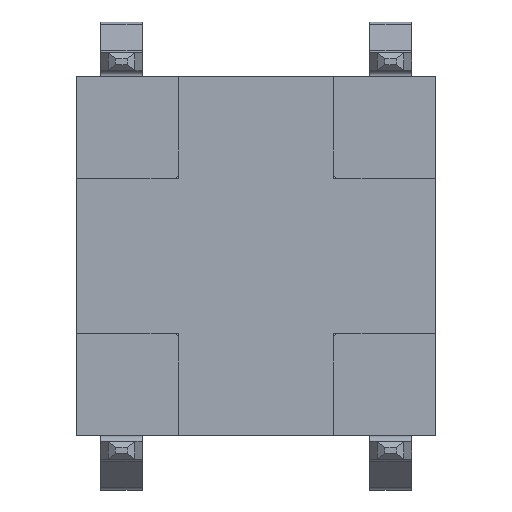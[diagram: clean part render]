
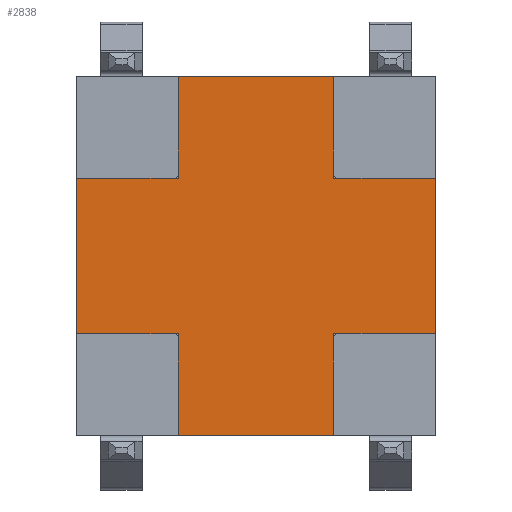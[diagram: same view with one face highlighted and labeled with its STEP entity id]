
A CAD part, front view. The second image highlights one B-rep face of the part: STEP entity #2838.
In plain terms, the highlighted planar face has unit normal (0, -1, 0).
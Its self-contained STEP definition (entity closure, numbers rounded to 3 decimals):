
#83=PLANE('',#3049);
#168=LINE('',#4161,#478);
#172=LINE('',#4170,#482);
#178=LINE('',#4184,#488);
#182=LINE('',#4193,#492);
#188=LINE('',#4207,#498);
#192=LINE('',#4216,#502);
#198=LINE('',#4230,#508);
#202=LINE('',#4239,#512);
#210=LINE('',#4258,#520);
#213=LINE('',#4263,#523);
#217=LINE('',#4273,#527);
#220=LINE('',#4278,#530);
#222=LINE('',#4282,#532);
#226=LINE('',#4289,#536);
#229=LINE('',#4297,#539);
#233=LINE('',#4304,#543);
#236=LINE('',#4311,#546);
#242=LINE('',#4321,#552);
#243=LINE('',#4323,#553);
#247=LINE('',#4329,#557);
#478=VECTOR('',#3325,10.);
#482=VECTOR('',#3331,10.);
#488=VECTOR('',#3343,10.);
#492=VECTOR('',#3349,10.);
#498=VECTOR('',#3361,10.);
#502=VECTOR('',#3367,10.);
#508=VECTOR('',#3379,10.);
#512=VECTOR('',#3385,10.);
#520=VECTOR('',#3403,10.);
#523=VECTOR('',#3408,10.);
#527=VECTOR('',#3418,10.);
#530=VECTOR('',#3423,10.);
#532=VECTOR('',#3427,10.);
#536=VECTOR('',#3433,10.);
#539=VECTOR('',#3442,10.);
#543=VECTOR('',#3448,10.);
#546=VECTOR('',#3457,10.);
#552=VECTOR('',#3465,10.);
#553=VECTOR('',#3468,10.);
#557=VECTOR('',#3474,10.);
#870=FACE_OUTER_BOUND('',#1039,.T.);
#1039=EDGE_LOOP('',(#2164,#2165,#2166,#2167,#2168,#2169,#2170,#2171,#2172,
#2173,#2174,#2175,#2176,#2177,#2178,#2179,#2180,#2181,#2182,#2183));
#1291=VERTEX_POINT('',#4159);
#1292=VERTEX_POINT('',#4160);
#1295=VERTEX_POINT('',#4168);
#1296=VERTEX_POINT('',#4169);
#1300=VERTEX_POINT('',#4182);
#1301=VERTEX_POINT('',#4183);
#1304=VERTEX_POINT('',#4191);
#1305=VERTEX_POINT('',#4192);
#1309=VERTEX_POINT('',#4205);
#1310=VERTEX_POINT('',#4206);
#1313=VERTEX_POINT('',#4214);
#1314=VERTEX_POINT('',#4215);
#1318=VERTEX_POINT('',#4228);
#1319=VERTEX_POINT('',#4229);
#1322=VERTEX_POINT('',#4237);
#1323=VERTEX_POINT('',#4238);
#1329=VERTEX_POINT('',#4257);
#1333=VERTEX_POINT('',#4272);
#1335=VERTEX_POINT('',#4281);
#1339=VERTEX_POINT('',#4296);
#1568=EDGE_CURVE('',#1291,#1292,#168,.T.);
#1572=EDGE_CURVE('',#1295,#1296,#172,.T.);
#1579=EDGE_CURVE('',#1300,#1301,#178,.T.);
#1583=EDGE_CURVE('',#1304,#1305,#182,.T.);
#1590=EDGE_CURVE('',#1309,#1310,#188,.T.);
#1594=EDGE_CURVE('',#1313,#1314,#192,.T.);
#1601=EDGE_CURVE('',#1318,#1319,#198,.T.);
#1605=EDGE_CURVE('',#1322,#1323,#202,.T.);
#1615=EDGE_CURVE('',#1329,#1292,#210,.T.);
#1618=EDGE_CURVE('',#1295,#1329,#213,.T.);
#1623=EDGE_CURVE('',#1333,#1319,#217,.T.);
#1626=EDGE_CURVE('',#1322,#1333,#220,.T.);
#1628=EDGE_CURVE('',#1335,#1305,#222,.T.);
#1632=EDGE_CURVE('',#1300,#1335,#226,.T.);
#1636=EDGE_CURVE('',#1339,#1314,#229,.T.);
#1640=EDGE_CURVE('',#1309,#1339,#233,.T.);
#1644=EDGE_CURVE('',#1291,#1310,#236,.T.);
#1650=EDGE_CURVE('',#1296,#1304,#242,.T.);
#1651=EDGE_CURVE('',#1318,#1301,#243,.T.);
#1655=EDGE_CURVE('',#1323,#1313,#247,.T.);
#2164=ORIENTED_EDGE('',*,*,#1568,.T.);
#2165=ORIENTED_EDGE('',*,*,#1615,.F.);
#2166=ORIENTED_EDGE('',*,*,#1618,.F.);
#2167=ORIENTED_EDGE('',*,*,#1572,.T.);
#2168=ORIENTED_EDGE('',*,*,#1650,.T.);
#2169=ORIENTED_EDGE('',*,*,#1583,.T.);
#2170=ORIENTED_EDGE('',*,*,#1628,.F.);
#2171=ORIENTED_EDGE('',*,*,#1632,.F.);
#2172=ORIENTED_EDGE('',*,*,#1579,.T.);
#2173=ORIENTED_EDGE('',*,*,#1651,.F.);
#2174=ORIENTED_EDGE('',*,*,#1601,.T.);
#2175=ORIENTED_EDGE('',*,*,#1623,.F.);
#2176=ORIENTED_EDGE('',*,*,#1626,.F.);
#2177=ORIENTED_EDGE('',*,*,#1605,.T.);
#2178=ORIENTED_EDGE('',*,*,#1655,.T.);
#2179=ORIENTED_EDGE('',*,*,#1594,.T.);
#2180=ORIENTED_EDGE('',*,*,#1636,.F.);
#2181=ORIENTED_EDGE('',*,*,#1640,.F.);
#2182=ORIENTED_EDGE('',*,*,#1590,.T.);
#2183=ORIENTED_EDGE('',*,*,#1644,.F.);
#2838=ADVANCED_FACE('',(#870),#83,.F.);
#3049=AXIS2_PLACEMENT_3D('',#4331,#3477,#3478);
#3325=DIRECTION('',(0.,0.,1.));
#3331=DIRECTION('',(1.,0.,0.));
#3343=DIRECTION('',(0.,0.,1.));
#3349=DIRECTION('',(-1.,0.,0.));
#3361=DIRECTION('',(0.,0.,-1.));
#3367=DIRECTION('',(1.,0.,0.));
#3379=DIRECTION('',(0.,0.,-1.));
#3385=DIRECTION('',(-1.,0.,0.));
#3403=DIRECTION('',(0.,0.,-1.));
#3408=DIRECTION('',(-1.,0.,0.));
#3418=DIRECTION('',(0.,0.,1.));
#3423=DIRECTION('',(1.,0.,0.));
#3427=DIRECTION('',(1.,0.,0.));
#3433=DIRECTION('',(0.,0.,-1.));
#3442=DIRECTION('',(-1.,0.,0.));
#3448=DIRECTION('',(0.,0.,1.));
#3457=DIRECTION('',(-1.,0.,0.));
#3465=DIRECTION('',(0.,0.,1.));
#3468=DIRECTION('',(1.,0.,0.));
#3474=DIRECTION('',(0.,0.,-1.));
#3477=DIRECTION('center_axis',(0.,1.,0.));
#3478=DIRECTION('ref_axis',(1.,0.,0.));
#4159=CARTESIAN_POINT('',(1.3,0.,-3.));
#4160=CARTESIAN_POINT('',(1.3,0.,-1.351));
#4161=CARTESIAN_POINT('',(1.3,0.,-0.676));
#4168=CARTESIAN_POINT('',(1.351,0.,-1.3));
#4169=CARTESIAN_POINT('',(3.,0.,-1.3));
#4170=CARTESIAN_POINT('',(1.5,0.,-1.3));
#4182=CARTESIAN_POINT('',(1.3,0.,1.351));
#4183=CARTESIAN_POINT('',(1.3,0.,3.));
#4184=CARTESIAN_POINT('',(1.3,0.,1.5));
#4191=CARTESIAN_POINT('',(3.,0.,1.3));
#4192=CARTESIAN_POINT('',(1.351,0.,1.3));
#4193=CARTESIAN_POINT('',(0.676,0.,1.3));
#4205=CARTESIAN_POINT('',(-1.3,0.,-1.351));
#4206=CARTESIAN_POINT('',(-1.3,0.,-3.));
#4207=CARTESIAN_POINT('',(-1.3,0.,-1.5));
#4214=CARTESIAN_POINT('',(-3.,0.,-1.3));
#4215=CARTESIAN_POINT('',(-1.351,0.,-1.3));
#4216=CARTESIAN_POINT('',(-0.676,0.,-1.3));
#4228=CARTESIAN_POINT('',(-1.3,0.,3.));
#4229=CARTESIAN_POINT('',(-1.3,0.,1.351));
#4230=CARTESIAN_POINT('',(-1.3,0.,0.676));
#4237=CARTESIAN_POINT('',(-1.351,0.,1.3));
#4238=CARTESIAN_POINT('',(-3.,0.,1.3));
#4239=CARTESIAN_POINT('',(-1.5,0.,1.3));
#4257=CARTESIAN_POINT('',(1.3,0.,-1.3));
#4258=CARTESIAN_POINT('',(1.3,0.,-3.));
#4263=CARTESIAN_POINT('',(1.3,0.,-1.3));
#4272=CARTESIAN_POINT('',(-1.3,0.,1.3));
#4273=CARTESIAN_POINT('',(-1.3,0.,3.));
#4278=CARTESIAN_POINT('',(-1.3,0.,1.3));
#4281=CARTESIAN_POINT('',(1.3,0.,1.3));
#4282=CARTESIAN_POINT('',(1.3,0.,1.3));
#4289=CARTESIAN_POINT('',(1.3,0.,3.));
#4296=CARTESIAN_POINT('',(-1.3,0.,-1.3));
#4297=CARTESIAN_POINT('',(-1.3,0.,-1.3));
#4304=CARTESIAN_POINT('',(-1.3,0.,-3.));
#4311=CARTESIAN_POINT('',(3.,0.,-3.));
#4321=CARTESIAN_POINT('',(3.,0.,1.3));
#4323=CARTESIAN_POINT('',(-3.,0.,3.));
#4329=CARTESIAN_POINT('',(-3.,0.,-1.3));
#4331=CARTESIAN_POINT('Origin',(0.,0.,0.));
